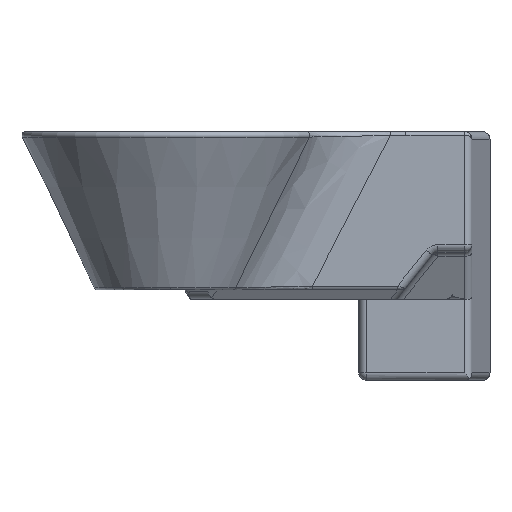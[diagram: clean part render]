
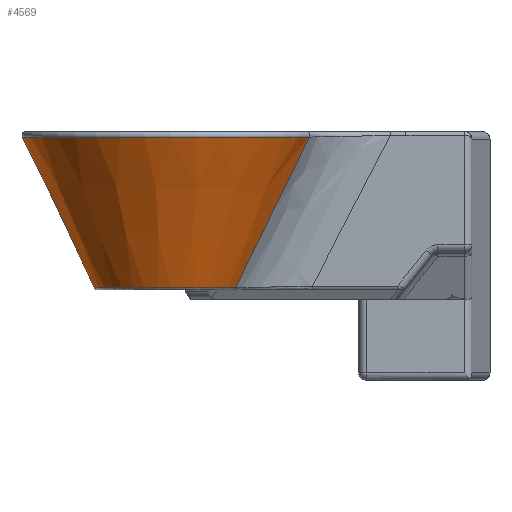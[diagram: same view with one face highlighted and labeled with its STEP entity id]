
A CAD part, left-side view. The second image highlights one B-rep face of the part: STEP entity #4569.
In plain terms, the highlighted conical face has half-angle 25.463 degrees and reference radius 25.4 mm.
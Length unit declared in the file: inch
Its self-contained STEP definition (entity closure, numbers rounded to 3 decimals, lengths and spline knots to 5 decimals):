
#77 = CARTESIAN_POINT ( 'NONE',  ( 1.84265, 8.68528, 2.0285 ) ) ;
#335 = EDGE_CURVE ( 'NONE', #2476, #394, #533, .T. ) ;
#394 = VERTEX_POINT ( 'NONE', #2760 ) ;
#444 = CARTESIAN_POINT ( 'NONE',  ( 0.86464, 8.52889, 0.0285 ) ) ;
#533 = CIRCLE ( 'NONE', #1825, 1.01357 ) ;
#583 = CIRCLE ( 'NONE', #5772, 1.01357 ) ;
#1405 = CARTESIAN_POINT ( 'NONE',  ( 1.27133, 8.61005, 0.86088 ) ) ;
#1506 = EDGE_CURVE ( 'NONE', #6146, #6412, #7137, .T. ) ;
#1516 = ORIENTED_EDGE ( 'NONE', *, *, #8767, .T. ) ;
#1777 = CARTESIAN_POINT ( 'NONE',  ( 0., 8., 0.0285 ) ) ;
#1825 = AXIS2_PLACEMENT_3D ( 'NONE', #8017, #5044, #8116 ) ;
#2006 = CARTESIAN_POINT ( 'NONE',  ( 1.6795, 8.66784, 1.69461 ) ) ;
#2029 = CARTESIAN_POINT ( 'NONE',  ( -0.68528, 6.15735, 2.0285 ) ) ;
#2193 = B_SPLINE_CURVE_WITH_KNOTS ( 'NONE', 3,
 ( #2934, #4548, #8282, #9953, #7529, #3038, #9806, #6123 ),
 .UNSPECIFIED., .F., .F.,
 ( 4, 2, 2, 4 ),
 ( 0.00081, 0.01498, 0.02915, 0.0575 ),
 .UNSPECIFIED. ) ;
#2476 = VERTEX_POINT ( 'NONE', #6677 ) ;
#2651 = ORIENTED_EDGE ( 'NONE', *, *, #9233, .T. ) ;
#2760 = CARTESIAN_POINT ( 'NONE',  ( -0.52889, 7.13536, 0.0285 ) ) ;
#2934 = CARTESIAN_POINT ( 'NONE',  ( -0.52889, 7.13536, 0.0285 ) ) ;
#3038 = CARTESIAN_POINT ( 'NONE',  ( -0.64762, 6.48383, 1.36093 ) ) ;
#4548 = CARTESIAN_POINT ( 'NONE',  ( -0.54836, 7.0544, 0.19487 ) ) ;
#4569 = ADVANCED_FACE ( 'NONE', ( #6376 ), #9937, .T. ) ;
#4754 = EDGE_CURVE ( 'NONE', #394, #8878, #2193, .T. ) ;
#4801 = ORIENTED_EDGE ( 'NONE', *, *, #335, .T. ) ;
#5044 = DIRECTION ( 'NONE',  ( 0., 0., 1. ) ) ;
#5104 = CARTESIAN_POINT ( 'NONE',  ( 1.51617, 8.64762, 1.36093 ) ) ;
#5157 = CARTESIAN_POINT ( 'NONE',  ( 0.9456, 8.54836, 0.19487 ) ) ;
#5258 = CARTESIAN_POINT ( 'NONE',  ( 1.18976, 8.59631, 0.69429 ) ) ;
#5344 = CARTESIAN_POINT ( 'NONE',  ( 0.86464, 8.52889, 0.0285 ) ) ;
#5572 = DIRECTION ( 'NONE',  ( 0., 0., -1. ) ) ;
#5671 = DIRECTION ( 'NONE',  ( 1., 0., 0. ) ) ;
#5772 = AXIS2_PLACEMENT_3D ( 'NONE', #1777, #7905, #5789 ) ;
#5789 = DIRECTION ( 'NONE',  ( 1., 0., 0. ) ) ;
#6107 = AXIS2_PLACEMENT_3D ( 'NONE', #6286, #5572, #9363 ) ;
#6123 = CARTESIAN_POINT ( 'NONE',  ( -0.68528, 6.15735, 2.0285 ) ) ;
#6146 = VERTEX_POINT ( 'NONE', #77 ) ;
#6286 = CARTESIAN_POINT ( 'NONE',  ( 0., 8., 2.0285 ) ) ;
#6376 = FACE_OUTER_BOUND ( 'NONE', #6640, .T. ) ;
#6412 = VERTEX_POINT ( 'NONE', #5344 ) ;
#6426 = CARTESIAN_POINT ( 'NONE',  ( 0., 8., 0. ) ) ;
#6640 = EDGE_LOOP ( 'NONE', ( #7777, #1516, #4801, #9682, #2651 ) ) ;
#6677 = CARTESIAN_POINT ( 'NONE',  ( -1.01357, 8., 0.0285 ) ) ;
#6910 = CIRCLE ( 'NONE', #6107, 1.96595 ) ;
#7137 = B_SPLINE_CURVE_WITH_KNOTS ( 'NONE', 3,
 ( #8330, #2006, #5104, #1405, #5258, #9082, #5157, #444 ),
 .UNSPECIFIED., .F., .F.,
 ( 4, 2, 2, 4 ),
 ( 0.00202, 0.03037, 0.04455, 0.05872 ),
 .UNSPECIFIED. ) ;
#7529 = CARTESIAN_POINT ( 'NONE',  ( -0.61005, 6.72867, 0.86088 ) ) ;
#7683 = AXIS2_PLACEMENT_3D ( 'NONE', #6426, #9507, #5671 ) ;
#7777 = ORIENTED_EDGE ( 'NONE', *, *, #1506, .T. ) ;
#7905 = DIRECTION ( 'NONE',  ( 0., 0., 1. ) ) ;
#8017 = CARTESIAN_POINT ( 'NONE',  ( 0., 8., 0.0285 ) ) ;
#8116 = DIRECTION ( 'NONE',  ( 1., 0., 0. ) ) ;
#8282 = CARTESIAN_POINT ( 'NONE',  ( -0.56545, 6.9731, 0.36128 ) ) ;
#8330 = CARTESIAN_POINT ( 'NONE',  ( 1.84265, 8.68528, 2.0285 ) ) ;
#8767 = EDGE_CURVE ( 'NONE', #6412, #2476, #583, .T. ) ;
#8878 = VERTEX_POINT ( 'NONE', #2029 ) ;
#9082 = CARTESIAN_POINT ( 'NONE',  ( 1.0269, 8.56545, 0.36128 ) ) ;
#9233 = EDGE_CURVE ( 'NONE', #8878, #6146, #6910, .T. ) ;
#9363 = DIRECTION ( 'NONE',  ( 1., 0., 0. ) ) ;
#9507 = DIRECTION ( 'NONE',  ( 0., 0., 1. ) ) ;
#9682 = ORIENTED_EDGE ( 'NONE', *, *, #4754, .T. ) ;
#9806 = CARTESIAN_POINT ( 'NONE',  ( -0.66784, 6.3205, 1.69461 ) ) ;
#9937 = CONICAL_SURFACE ( 'NONE', #7683, 1., 0.444 ) ;
#9953 = CARTESIAN_POINT ( 'NONE',  ( -0.59631, 6.81024, 0.69429 ) ) ;
